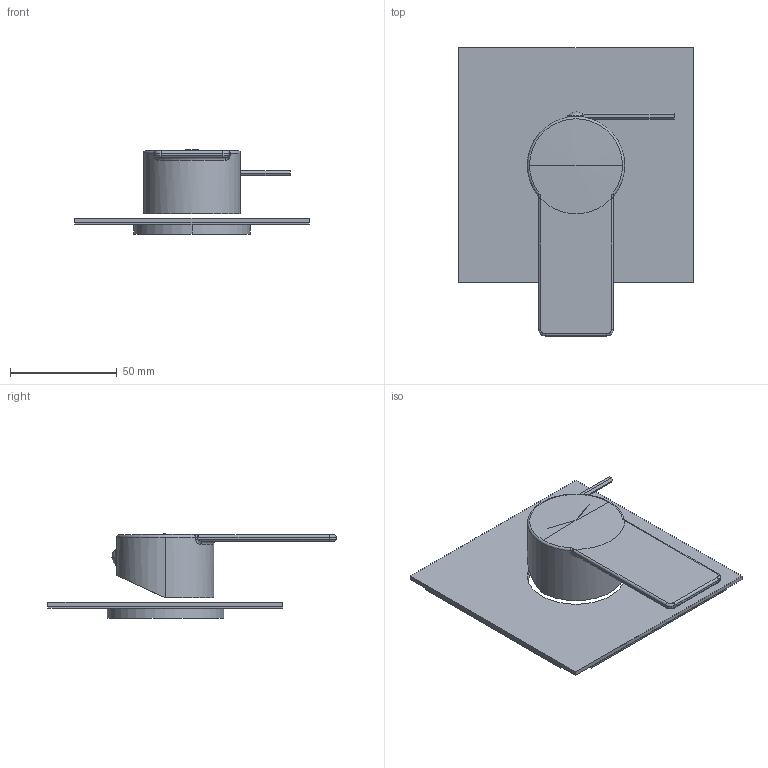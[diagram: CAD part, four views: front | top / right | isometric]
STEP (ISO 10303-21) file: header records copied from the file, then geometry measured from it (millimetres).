
FILE_DESCRIPTION((''),'2;1');
FILE_NAME('TA010CR-MEST_ASM','2021-02-01T07:44:02',('stefano.gianpani'),('PAFFONI SpA'),'CREO PARAMETRIC BY PTC INC, 2020044','CREO PARAMETRIC BY PTC INC, 2020044','');
FILE_SCHEMA(('CONFIG_CONTROL_DESIGN','SHAPE_APPEARANCE_LAYERS_GROUPS'));
Length unit declared in the file: millimetre
Products named in the file (9): 4061272CR; 592305004A2; TCF0691105CR; CHBR25; 8001128_ASM; 4061170CRI; 2092467_AF0; 2091415; TA010CR-MEST_ASM
Assembly tree (11 placements, depth 3):
  TA010CR-MEST_ASM
    4061272CR
    8001128_ASM
      592305004A2
      TCF0691105CR
      CHBR25
    4061170CRI
    2092467_AF0
    2091415  x4
Bounding box: 110 x 135 x 39.5 mm (x, y, z)
Volume: 47404.2 mm3; surface area: 50364.4 mm2
Topology: 10 solids, 12 shells, 189 faces, 435 edges, 270 vertices
Faces by surface type: plane 91, cylinder 45, cone 23, torus 15, bspline 13, sphere 2
Entity records: 7121 total; most frequent: CARTESIAN_POINT 1728, DIRECTION 868, ORIENTED_EDGE 782, PRESENTATION_STYLE_ASSIGNMENT 404, STYLED_ITEM 404, CURVE_STYLE 395, EDGE_CURVE 395, AXIS2_PLACEMENT_3D 332
